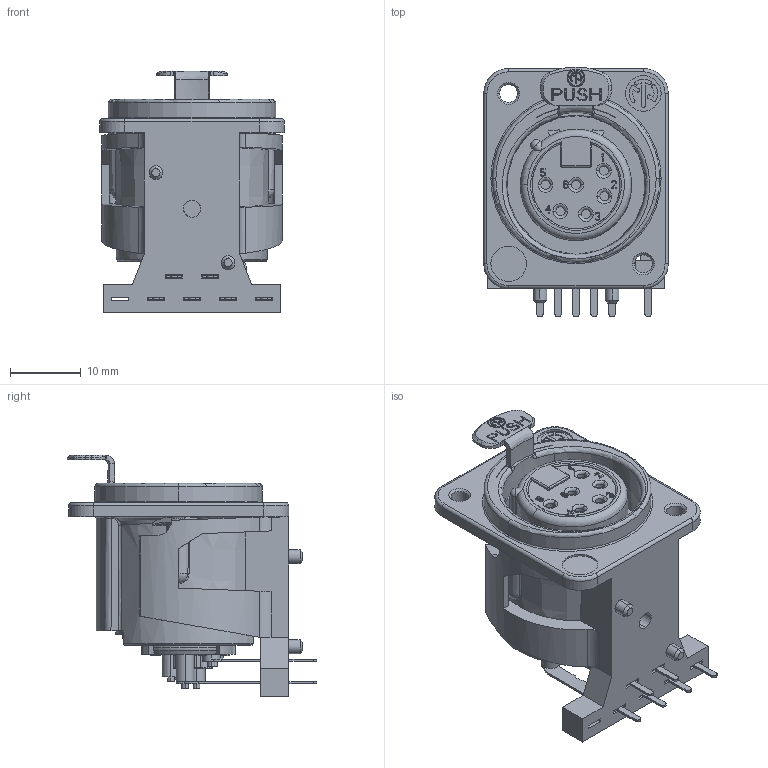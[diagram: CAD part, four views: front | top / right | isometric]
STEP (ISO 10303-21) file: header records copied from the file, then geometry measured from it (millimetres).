
FILE_DESCRIPTION((''),'2;1');
FILE_NAME('30009515','2024-01-09T10:18:48',('SYSTEM'),(''),'CREO PARAMETRIC BY PTC INC, 2021184','CREO PARAMETRIC BY PTC INC, 2021184','');
FILE_SCHEMA(('CONFIG_CONTROL_DESIGN'));
Products named in the file (1): 30009515
Bounding box: 26 x 35.16 x 34.1 mm (x, y, z)
Volume: 10956.9 mm3; surface area: 8106.8 mm2
Topology: 2 solids, 2 shells, 1670 faces, 4482 edges, 2869 vertices
Faces by surface type: plane 1108, cylinder 299, cone 89, bspline 86, torus 70, sphere 18
Entity records: 57155 total; most frequent: CARTESIAN_POINT 15821, ORIENTED_EDGE 8950, DIRECTION 8066, EDGE_CURVE 4475, VECTOR 3146, LINE 3146, VERTEX_POINT 2869, AXIS2_PLACEMENT_3D 2460
